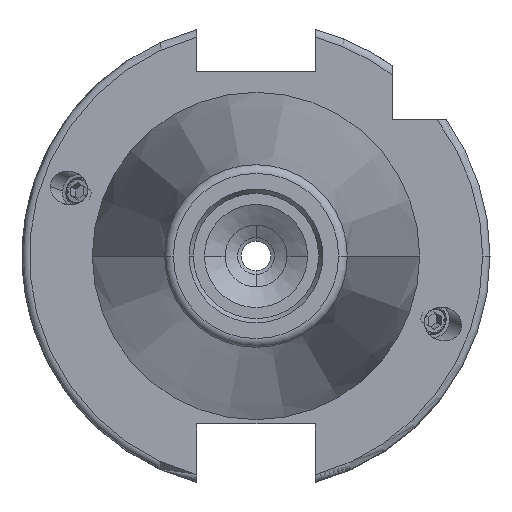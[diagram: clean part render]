
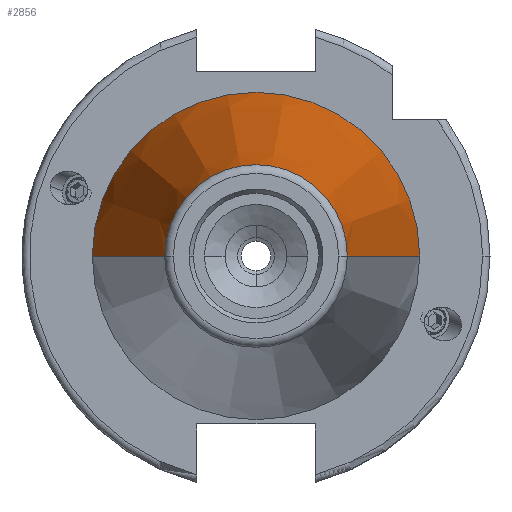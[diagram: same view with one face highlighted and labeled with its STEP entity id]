
A CAD part, left-side view. The second image highlights one B-rep face of the part: STEP entity #2856.
In plain terms, the highlighted conical face has half-angle 8.297 degrees and reference radius 22.225 mm.
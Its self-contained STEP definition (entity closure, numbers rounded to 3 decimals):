
#428 = VERTEX_POINT ( 'NONE', #3973 ) ;
#568 = CARTESIAN_POINT ( 'NONE',  ( 0., -22.225, 0. ) ) ;
#730 = CARTESIAN_POINT ( 'NONE',  ( -67.373, 0., 0. ) ) ;
#1049 = LINE ( 'NONE', #2944, #2973 ) ;
#1091 = CIRCLE ( 'NONE', #5354, 22.225 ) ;
#1096 = DIRECTION ( 'NONE',  ( -1., 0., 0. ) ) ;
#1374 = EDGE_CURVE ( 'NONE', #2593, #2864, #4817, .T. ) ;
#1612 = DIRECTION ( 'NONE',  ( 0., 1., 0. ) ) ;
#1627 = CARTESIAN_POINT ( 'NONE',  ( -67.373, 12.4, 0. ) ) ;
#1633 = EDGE_LOOP ( 'NONE', ( #4291, #3015, #2471, #3393 ) ) ;
#2099 = DIRECTION ( 'NONE',  ( 0.99, -0.144, 0. ) ) ;
#2115 = DIRECTION ( 'NONE',  ( -1., 0., 0. ) ) ;
#2287 = AXIS2_PLACEMENT_3D ( 'NONE', #730, #1096, #3984 ) ;
#2471 = ORIENTED_EDGE ( 'NONE', *, *, #4996, .T. ) ;
#2593 = VERTEX_POINT ( 'NONE', #5125 ) ;
#2856 = ADVANCED_FACE ( 'NONE', ( #2950 ), #6138, .T. ) ;
#2864 = VERTEX_POINT ( 'NONE', #3469 ) ;
#2937 = VECTOR ( 'NONE', #2099, 1000. ) ;
#2944 = CARTESIAN_POINT ( 'NONE',  ( 0., 22.225, 0. ) ) ;
#2950 = FACE_OUTER_BOUND ( 'NONE', #1633, .T. ) ;
#2973 = VECTOR ( 'NONE', #5808, 1000. ) ;
#3010 = DIRECTION ( 'NONE',  ( 1., 0., 0. ) ) ;
#3015 = ORIENTED_EDGE ( 'NONE', *, *, #1374, .T. ) ;
#3058 = CARTESIAN_POINT ( 'NONE',  ( 0., 0., 0. ) ) ;
#3329 = EDGE_CURVE ( 'NONE', #5507, #428, #1049, .T. ) ;
#3393 = ORIENTED_EDGE ( 'NONE', *, *, #3329, .F. ) ;
#3469 = CARTESIAN_POINT ( 'NONE',  ( 0., -22.225, 0. ) ) ;
#3522 = DIRECTION ( 'NONE',  ( 0., -1., 0. ) ) ;
#3956 = AXIS2_PLACEMENT_3D ( 'NONE', #4843, #3010, #1612 ) ;
#3973 = CARTESIAN_POINT ( 'NONE',  ( 0., 22.225, 0. ) ) ;
#3984 = DIRECTION ( 'NONE',  ( 0., -1., 0. ) ) ;
#4255 = CIRCLE ( 'NONE', #2287, 12.4 ) ;
#4291 = ORIENTED_EDGE ( 'NONE', *, *, #4579, .F. ) ;
#4579 = EDGE_CURVE ( 'NONE', #2593, #5507, #4255, .T. ) ;
#4817 = LINE ( 'NONE', #568, #2937 ) ;
#4843 = CARTESIAN_POINT ( 'NONE',  ( 0., 0., 0. ) ) ;
#4996 = EDGE_CURVE ( 'NONE', #2864, #428, #1091, .T. ) ;
#5125 = CARTESIAN_POINT ( 'NONE',  ( -67.373, -12.4, 0. ) ) ;
#5354 = AXIS2_PLACEMENT_3D ( 'NONE', #3058, #2115, #3522 ) ;
#5507 = VERTEX_POINT ( 'NONE', #1627 ) ;
#5808 = DIRECTION ( 'NONE',  ( 0.99, 0.144, 0. ) ) ;
#6138 = CONICAL_SURFACE ( 'NONE', #3956, 22.225, 0.145 ) ;
